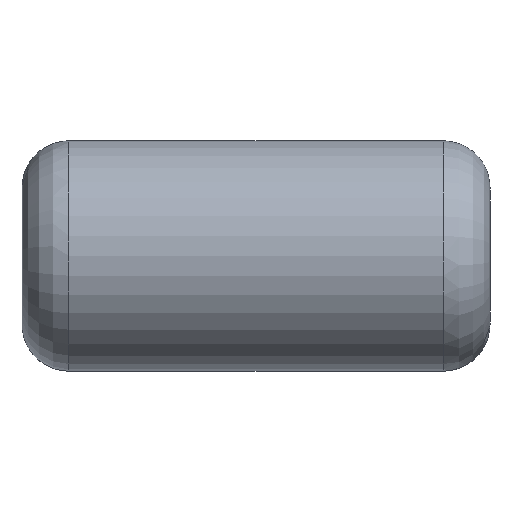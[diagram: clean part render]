
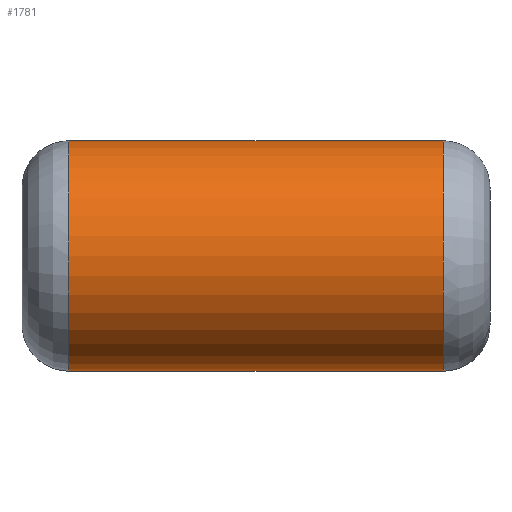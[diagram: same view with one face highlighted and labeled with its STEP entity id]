
A CAD part, top view. The second image highlights one B-rep face of the part: STEP entity #1781.
In plain terms, the highlighted cylindrical face has radius 3.1 mm (diameter 6.2 mm), a partial arc.
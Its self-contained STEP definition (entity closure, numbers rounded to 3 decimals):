
#1381=CARTESIAN_POINT('',(5.04,3.1,11.5));
#1382=VERTEX_POINT('',#1381);
#1431=CARTESIAN_POINT('',(-5.04,3.1,11.5));
#1432=VERTEX_POINT('',#1431);
#1550=CARTESIAN_POINT('',(5.04,-3.1,11.5));
#1551=VERTEX_POINT('',#1550);
#1623=CARTESIAN_POINT('',(-0.0,3.1,11.5));
#1624=DIRECTION('',(-1.0,0.0,0.0));
#1625=VECTOR('',#1624,1.0);
#1626=LINE('',#1623,#1625);
#1627=EDGE_CURVE('n� 72',#1382,#1432,#1626,.T.);
#1682=CARTESIAN_POINT('',(-5.04,-3.1,11.5));
#1683=VERTEX_POINT('',#1682);
#1707=CARTESIAN_POINT('',(0.0,-3.1,11.5));
#1708=DIRECTION('',(1.0,-0.0,0.0));
#1709=VECTOR('',#1708,1.0);
#1710=LINE('',#1707,#1709);
#1711=EDGE_CURVE('n� 10',#1683,#1551,#1710,.T.);
#1728=CARTESIAN_POINT('',(5.04,-0.0,11.5));
#1729=DIRECTION('',(-1.0,-0.0,-0.0));
#1730=DIRECTION('',(0.0,1.0,0.0));
#1731=AXIS2_PLACEMENT_3D('',#1728,#1729,#1730);
#1732=CIRCLE('',#1731,3.1);
#1733=EDGE_CURVE('n� 14',#1551,#1382,#1732,.T.);
#1748=CARTESIAN_POINT('',(-5.04,-0.0,11.5));
#1749=DIRECTION('',(1.0,0.0,0.0));
#1750=DIRECTION('',(0.0,1.0,0.0));
#1751=AXIS2_PLACEMENT_3D('',#1748,#1749,#1750);
#1752=CIRCLE('',#1751,3.1);
#1753=EDGE_CURVE('n� 21',#1432,#1683,#1752,.T.);
#1770=ORIENTED_EDGE('',*,*,#1733,.T.);
#1771=ORIENTED_EDGE('',*,*,#1627,.T.);
#1772=ORIENTED_EDGE('',*,*,#1753,.T.);
#1773=ORIENTED_EDGE('',*,*,#1711,.T.);
#1774=EDGE_LOOP('',(#1770,#1771,#1772,#1773));
#1775=FACE_OUTER_BOUND('',#1774,.T.);
#1776=CARTESIAN_POINT('',(0.0,-0.0,11.5));
#1777=DIRECTION('',(1.0,0.0,0.0));
#1778=DIRECTION('',(0.0,1.0,0.0));
#1779=AXIS2_PLACEMENT_3D('',#1776,#1777,#1778);
#1780=CYLINDRICAL_SURFACE('',#1779,3.1);
#1781=ADVANCED_FACE('n� 2',(#1775),#1780,.T.);
